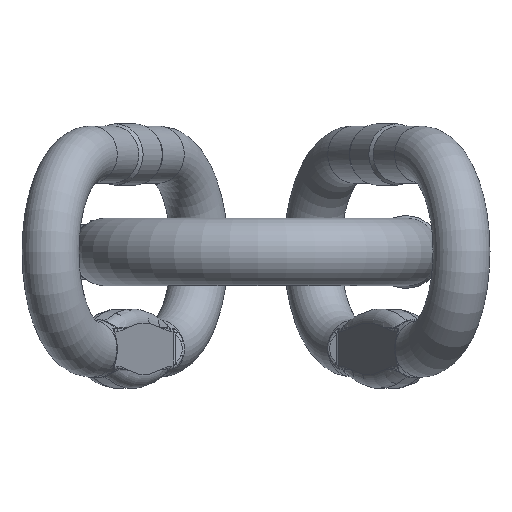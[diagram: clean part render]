
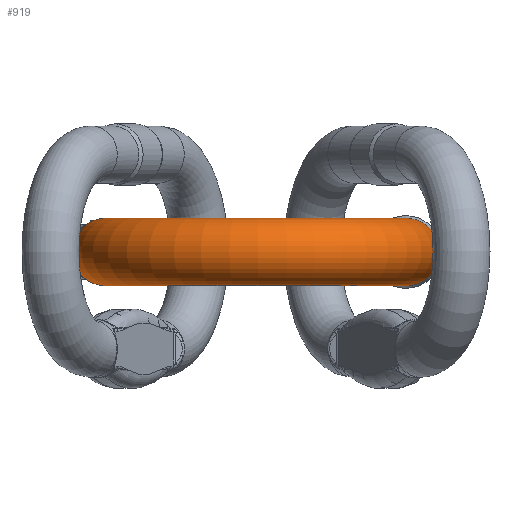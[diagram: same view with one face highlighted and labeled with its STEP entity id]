
A CAD part, front view. The second image highlights one B-rep face of the part: STEP entity #919.
In plain terms, the highlighted toroidal (fillet/blend) face has major radius 71 mm and minor radius 16 mm.
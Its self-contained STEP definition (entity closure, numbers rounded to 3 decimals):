
#268=TOROIDAL_SURFACE('',#6913,71.,16.);
#919=ADVANCED_FACE('',(#2039,#2040),#268,.T.);
#1381=CIRCLE('',#6892,16.);
#1384=CIRCLE('',#6904,16.);
#1385=CIRCLE('',#6907,16.);
#1707=B_SPLINE_CURVE_WITH_KNOTS('',3,(#11752,#11753,#11754,#11755),
 .UNSPECIFIED.,.F.,.F.,(4,4),(0.,1.),.UNSPECIFIED.);
#1708=B_SPLINE_CURVE_WITH_KNOTS('',3,(#11756,#11757,#11758,#11759),
 .UNSPECIFIED.,.F.,.F.,(4,4),(0.,1.),.UNSPECIFIED.);
#2039=FACE_BOUND('',#2254,.T.);
#2040=FACE_BOUND('',#2255,.T.);
#2254=EDGE_LOOP('',(#3290,#3291,#3292,#3293));
#2255=EDGE_LOOP('',(#3294));
#3290=ORIENTED_EDGE('',*,*,#5488,.T.);
#3291=ORIENTED_EDGE('',*,*,#5498,.T.);
#3292=ORIENTED_EDGE('',*,*,#5462,.T.);
#3293=ORIENTED_EDGE('',*,*,#5499,.T.);
#3294=ORIENTED_EDGE('',*,*,#5494,.F.);
#4742=VERTEX_POINT('',#11581);
#4743=VERTEX_POINT('',#11583);
#4768=VERTEX_POINT('',#11710);
#4769=VERTEX_POINT('',#11712);
#4774=VERTEX_POINT('',#11743);
#5462=EDGE_CURVE('',#4743,#4742,#1381,.T.);
#5488=EDGE_CURVE('',#4769,#4768,#1384,.T.);
#5494=EDGE_CURVE('',#4774,#4774,#1385,.T.);
#5498=EDGE_CURVE('',#4768,#4743,#1707,.T.);
#5499=EDGE_CURVE('',#4742,#4769,#1708,.T.);
#6892=AXIS2_PLACEMENT_3D('',#11582,#7651,#7652);
#6904=AXIS2_PLACEMENT_3D('',#11711,#7680,#7681);
#6907=AXIS2_PLACEMENT_3D('',#11742,#7687,#7688);
#6913=AXIS2_PLACEMENT_3D('',#11760,#7699,#7700);
#7651=DIRECTION('',(0.,-1.,0.));
#7652=DIRECTION('',(0.,0.,1.));
#7680=DIRECTION('',(0.,-1.,0.));
#7681=DIRECTION('',(0.,0.,1.));
#7687=DIRECTION('',(0.,1.,0.));
#7688=DIRECTION('',(0.,0.,1.));
#7699=DIRECTION('',(0.,0.,1.));
#7700=DIRECTION('',(1.,0.,0.));
#11581=CARTESIAN_POINT('',(-67.923,-45.,15.701));
#11582=CARTESIAN_POINT('',(-71.,-45.,0.));
#11583=CARTESIAN_POINT('',(-67.923,-45.,-15.701));
#11710=CARTESIAN_POINT('',(-74.077,-45.,-15.701));
#11711=CARTESIAN_POINT('',(-71.,-45.,0.));
#11712=CARTESIAN_POINT('',(-74.077,-45.,15.701));
#11742=CARTESIAN_POINT('',(71.,-45.,0.));
#11743=CARTESIAN_POINT('',(71.,-45.,16.));
#11752=CARTESIAN_POINT('',(-74.077,-45.,-15.701));
#11753=CARTESIAN_POINT('',(-72.055,-45.324,-16.097));
#11754=CARTESIAN_POINT('',(-69.945,-45.319,-16.098));
#11755=CARTESIAN_POINT('',(-67.923,-45.,-15.701));
#11756=CARTESIAN_POINT('',(-67.923,-45.,15.701));
#11757=CARTESIAN_POINT('',(-69.945,-45.319,16.098));
#11758=CARTESIAN_POINT('',(-72.056,-45.324,16.097));
#11759=CARTESIAN_POINT('',(-74.077,-45.,15.701));
#11760=CARTESIAN_POINT('',(0.,-45.,0.));
